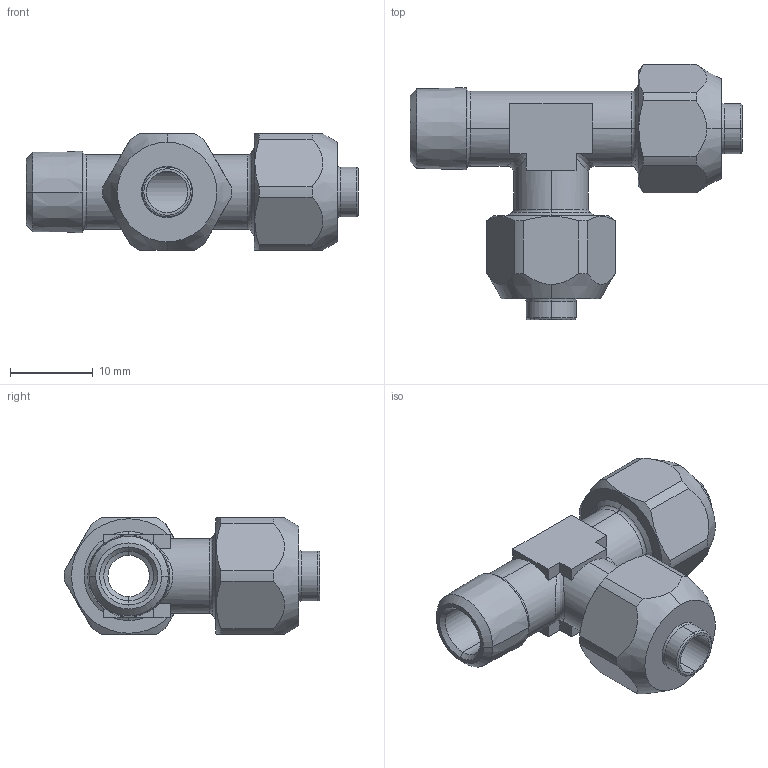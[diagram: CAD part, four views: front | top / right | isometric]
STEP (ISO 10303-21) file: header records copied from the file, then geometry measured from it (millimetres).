
FILE_DESCRIPTION(( 'CX.19.08.18.STEP' ), '1');
FILE_NAME( 'CX.19.08.18.STEP', '2019-06-20T13:29:34',( 'Sopra'),('sopra-pneumatic.com'), 'SwSTEP 2.0','SolidWorks 2009','' );
FILE_SCHEMA (( 'CONFIG_CONTROL_DESIGN' ));
Length unit declared in the file: millimetre
Products named in the file (1): X2130041
Bounding box: 40 x 30.75 x 14 mm (x, y, z)
Volume: 4274.3 mm3; surface area: 3459.7 mm2
Topology: 1 solids, 1 shells, 102 faces, 260 edges, 164 vertices
Faces by surface type: plane 37, cylinder 27, cone 26, torus 10, bspline 2
Entity records: 3553 total; most frequent: CARTESIAN_POINT 1013, DIRECTION 522, ORIENTED_EDGE 520, EDGE_CURVE 260, AXIS2_PLACEMENT_3D 207, VERTEX_POINT 164, EDGE_LOOP 110, LINE 108
